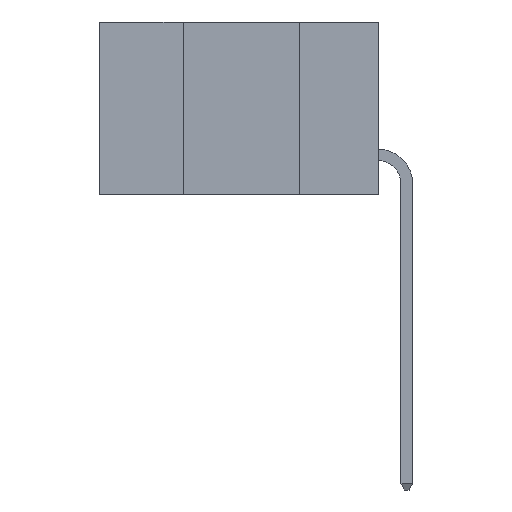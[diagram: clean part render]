
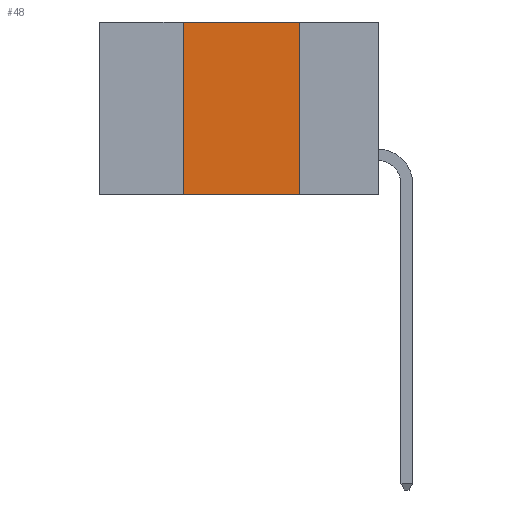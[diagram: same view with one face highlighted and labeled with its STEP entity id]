
A CAD part, left-side view. The second image highlights one B-rep face of the part: STEP entity #48.
In plain terms, the highlighted planar face has unit normal (-1, 0, 0).
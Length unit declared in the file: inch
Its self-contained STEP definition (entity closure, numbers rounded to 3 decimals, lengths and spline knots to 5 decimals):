
#48 = ADVANCED_FACE ( 'NONE', ( #6420 ), #5524, .F. ) ;
#132 = VERTEX_POINT ( 'NONE', #7484 ) ;
#377 = DIRECTION ( 'NONE',  ( 0., 0., 1. ) ) ;
#973 = VECTOR ( 'NONE', #7063, 39.37008 ) ;
#1854 = AXIS2_PLACEMENT_3D ( 'NONE', #7348, #5500, #10876 ) ;
#2030 = CARTESIAN_POINT ( 'NONE',  ( 0., 0.42, 0. ) ) ;
#2079 = VERTEX_POINT ( 'NONE', #6580 ) ;
#2560 = EDGE_LOOP ( 'NONE', ( #2679, #2837, #2715, #2757 ) ) ;
#2679 = ORIENTED_EDGE ( 'NONE', *, *, #8632, .F. ) ;
#2715 = ORIENTED_EDGE ( 'NONE', *, *, #9683, .F. ) ;
#2757 = ORIENTED_EDGE ( 'NONE', *, *, #3278, .T. ) ;
#2837 = ORIENTED_EDGE ( 'NONE', *, *, #3837, .F. ) ;
#3278 = EDGE_CURVE ( 'NONE', #5808, #132, #3418, .T. ) ;
#3312 = VECTOR ( 'NONE', #6969, 39.37008 ) ;
#3418 = LINE ( 'NONE', #7136, #973 ) ;
#3755 = DIRECTION ( 'NONE',  ( 0., -1., 0. ) ) ;
#3778 = CARTESIAN_POINT ( 'NONE',  ( 0., 0.6, 0. ) ) ;
#3837 = EDGE_CURVE ( 'NONE', #4243, #2079, #7817, .T. ) ;
#4068 = CARTESIAN_POINT ( 'NONE',  ( 0., 0.42, -0.37 ) ) ;
#4243 = VERTEX_POINT ( 'NONE', #2030 ) ;
#5243 = LINE ( 'NONE', #6162, #3312 ) ;
#5345 = VECTOR ( 'NONE', #3755, 39.37008 ) ;
#5500 = DIRECTION ( 'NONE',  ( 1., 0., 0. ) ) ;
#5524 = PLANE ( 'NONE',  #1854 ) ;
#5808 = VERTEX_POINT ( 'NONE', #4068 ) ;
#6162 = CARTESIAN_POINT ( 'NONE',  ( 0., 0.17, -0.37 ) ) ;
#6420 = FACE_OUTER_BOUND ( 'NONE', #2560, .T. ) ;
#6491 = LINE ( 'NONE', #8970, #10222 ) ;
#6580 = CARTESIAN_POINT ( 'NONE',  ( 0., 0.17, 0. ) ) ;
#6969 = DIRECTION ( 'NONE',  ( 0., 0., -1. ) ) ;
#7063 = DIRECTION ( 'NONE',  ( 0., -1., 0. ) ) ;
#7136 = CARTESIAN_POINT ( 'NONE',  ( 0., 0.6, -0.37 ) ) ;
#7348 = CARTESIAN_POINT ( 'NONE',  ( 0., 0.6, 0. ) ) ;
#7484 = CARTESIAN_POINT ( 'NONE',  ( 0., 0.17, -0.37 ) ) ;
#7817 = LINE ( 'NONE', #3778, #5345 ) ;
#8632 = EDGE_CURVE ( 'NONE', #2079, #132, #5243, .T. ) ;
#8970 = CARTESIAN_POINT ( 'NONE',  ( 0., 0.42, -0.37 ) ) ;
#9683 = EDGE_CURVE ( 'NONE', #5808, #4243, #6491, .T. ) ;
#10222 = VECTOR ( 'NONE', #377, 39.37008 ) ;
#10876 = DIRECTION ( 'NONE',  ( 0., 0., -1. ) ) ;
